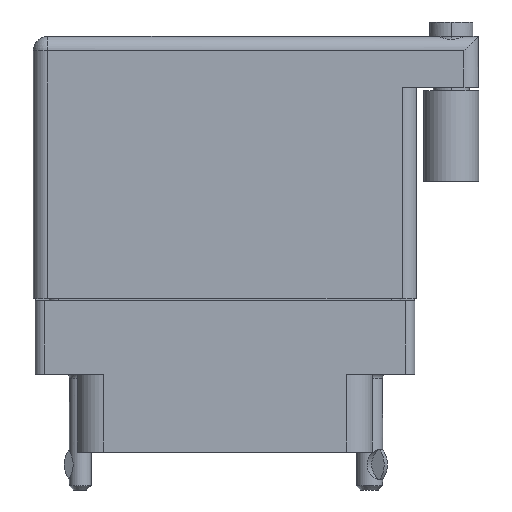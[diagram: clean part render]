
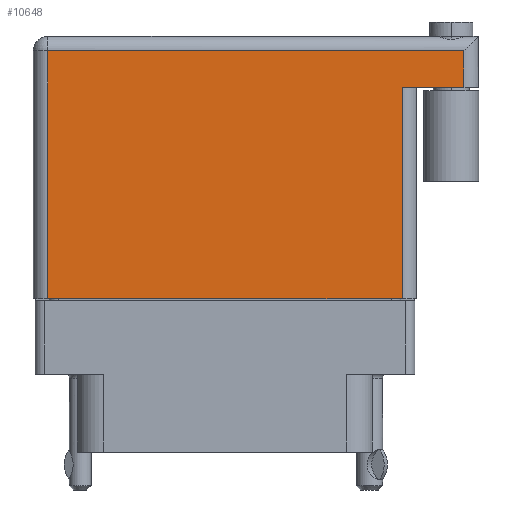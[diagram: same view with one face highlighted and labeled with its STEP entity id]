
A CAD part, front view. The second image highlights one B-rep face of the part: STEP entity #10648.
In plain terms, the highlighted face is planar.
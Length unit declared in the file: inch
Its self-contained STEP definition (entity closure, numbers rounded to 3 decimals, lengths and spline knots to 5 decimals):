
#818 = LINE ( 'NONE', #13709, #8328 ) ;
#909 = CARTESIAN_POINT ( 'NONE',  ( -0.6625, 0.806, 0.3575 ) ) ;
#3295 = CARTESIAN_POINT ( 'NONE',  ( -0.6125, -0.1, 0.3575 ) ) ;
#3519 = DIRECTION ( 'NONE',  ( 0., 1., 0. ) ) ;
#3565 = CARTESIAN_POINT ( 'NONE',  ( 0.6125, -0.1, 0.3575 ) ) ;
#4601 = ORIENTED_EDGE ( 'NONE', *, *, #22468, .T. ) ;
#6017 = LINE ( 'NONE', #3295, #15252 ) ;
#6484 = VERTEX_POINT ( 'NONE', #26057 ) ;
#8142 = ORIENTED_EDGE ( 'NONE', *, *, #18382, .T. ) ;
#8328 = VECTOR ( 'NONE', #19122, 39.37008 ) ;
#8377 = DIRECTION ( 'NONE',  ( -1., 0., 0. ) ) ;
#8414 = CARTESIAN_POINT ( 'NONE',  ( 0.6125, 0.631, 0.3575 ) ) ;
#8921 = CARTESIAN_POINT ( 'NONE',  ( 0.8265, 0.806, 0.3575 ) ) ;
#9269 = FACE_OUTER_BOUND ( 'NONE', #17110, .T. ) ;
#10181 = CARTESIAN_POINT ( 'NONE',  ( -0.6125, 0.756, 0.3575 ) ) ;
#10648 = ADVANCED_FACE ( 'NONE', ( #9269 ), #17762, .F. ) ;
#10896 = VERTEX_POINT ( 'NONE', #8414 ) ;
#11417 = VERTEX_POINT ( 'NONE', #30307 ) ;
#13392 = DIRECTION ( 'NONE',  ( -1., 0., 0. ) ) ;
#13709 = CARTESIAN_POINT ( 'NONE',  ( 0.6125, 0.631, 0.3575 ) ) ;
#14566 = CARTESIAN_POINT ( 'NONE',  ( -0.6625, -0.1, 0.3575 ) ) ;
#14743 = VECTOR ( 'NONE', #13392, 39.37008 ) ;
#15191 = DIRECTION ( 'NONE',  ( 0., 0., -1. ) ) ;
#15252 = VECTOR ( 'NONE', #17324, 39.37008 ) ;
#15472 = VERTEX_POINT ( 'NONE', #3565 ) ;
#16003 = VERTEX_POINT ( 'NONE', #23410 ) ;
#16495 = LINE ( 'NONE', #8921, #31515 ) ;
#16598 = CARTESIAN_POINT ( 'NONE',  ( 0.8765, 0.631, 0.3575 ) ) ;
#17005 = VECTOR ( 'NONE', #8377, 39.37008 ) ;
#17110 = EDGE_LOOP ( 'NONE', ( #4601, #22215, #22871, #26888, #8142, #24267 ) ) ;
#17324 = DIRECTION ( 'NONE',  ( 0., -1., 0. ) ) ;
#17404 = DIRECTION ( 'NONE',  ( -1., 0., 0. ) ) ;
#17762 = PLANE ( 'NONE',  #28758 ) ;
#18382 = EDGE_CURVE ( 'NONE', #6484, #32937, #27494, .T. ) ;
#18955 = CARTESIAN_POINT ( 'NONE',  ( -0.6625, 0.756, 0.3575 ) ) ;
#19122 = DIRECTION ( 'NONE',  ( 0., 1., 0. ) ) ;
#19272 = EDGE_CURVE ( 'NONE', #15472, #10896, #818, .T. ) ;
#22215 = ORIENTED_EDGE ( 'NONE', *, *, #19272, .T. ) ;
#22468 = EDGE_CURVE ( 'NONE', #11417, #15472, #28421, .T. ) ;
#22871 = ORIENTED_EDGE ( 'NONE', *, *, #25303, .F. ) ;
#23410 = CARTESIAN_POINT ( 'NONE',  ( 0.8265, 0.631, 0.3575 ) ) ;
#24267 = ORIENTED_EDGE ( 'NONE', *, *, #25361, .T. ) ;
#25303 = EDGE_CURVE ( 'NONE', #16003, #10896, #28459, .T. ) ;
#25361 = EDGE_CURVE ( 'NONE', #32937, #11417, #6017, .T. ) ;
#25895 = DIRECTION ( 'NONE',  ( 1., 0., 0. ) ) ;
#26057 = CARTESIAN_POINT ( 'NONE',  ( 0.8265, 0.756, 0.3575 ) ) ;
#26137 = EDGE_CURVE ( 'NONE', #16003, #6484, #16495, .T. ) ;
#26888 = ORIENTED_EDGE ( 'NONE', *, *, #26137, .T. ) ;
#27494 = LINE ( 'NONE', #18955, #14743 ) ;
#28421 = LINE ( 'NONE', #14566, #29312 ) ;
#28459 = LINE ( 'NONE', #16598, #17005 ) ;
#28758 = AXIS2_PLACEMENT_3D ( 'NONE', #909, #15191, #17404 ) ;
#29312 = VECTOR ( 'NONE', #25895, 39.37008 ) ;
#30307 = CARTESIAN_POINT ( 'NONE',  ( -0.6125, -0.1, 0.3575 ) ) ;
#31515 = VECTOR ( 'NONE', #3519, 39.37008 ) ;
#32937 = VERTEX_POINT ( 'NONE', #10181 ) ;
